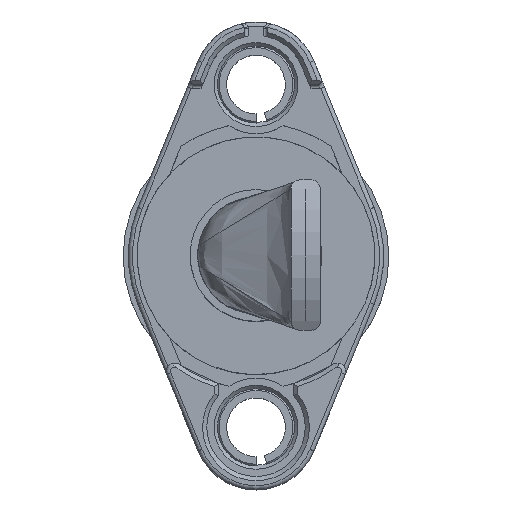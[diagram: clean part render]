
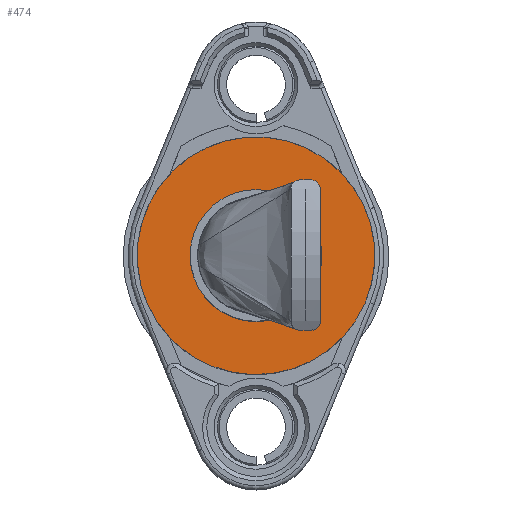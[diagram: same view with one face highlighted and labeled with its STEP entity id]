
A CAD part, top view. The second image highlights one B-rep face of the part: STEP entity #474.
In plain terms, the highlighted planar face has unit normal (0, 0, 1).
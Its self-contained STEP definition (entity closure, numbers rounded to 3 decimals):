
#264=PLANE('',#3434);
#329=FACE_BOUND('',#903,.T.);
#330=FACE_BOUND('',#904,.T.);
#474=ADVANCED_FACE('',(#329,#330),#264,.T.);
#903=EDGE_LOOP('',(#1714));
#904=EDGE_LOOP('',(#1715));
#1121=CIRCLE('',#3431,14.25);
#1122=CIRCLE('',#3433,7.9);
#1714=ORIENTED_EDGE('',*,*,#2640,.F.);
#1715=ORIENTED_EDGE('',*,*,#2639,.T.);
#2247=VERTEX_POINT('',#5294);
#2248=VERTEX_POINT('',#5297);
#2639=EDGE_CURVE('',#2247,#2247,#1121,.T.);
#2640=EDGE_CURVE('',#2248,#2248,#1122,.T.);
#3431=AXIS2_PLACEMENT_3D('',#5293,#4154,#4155);
#3433=AXIS2_PLACEMENT_3D('',#5296,#4158,#4159);
#3434=AXIS2_PLACEMENT_3D('',#5298,#4160,#4161);
#4154=DIRECTION('',(0.,0.,1.));
#4155=DIRECTION('',(-0.38,-0.925,0.));
#4158=DIRECTION('',(0.,0.,1.));
#4159=DIRECTION('',(1.,0.,0.));
#4160=DIRECTION('',(0.,0.,1.));
#4161=DIRECTION('',(1.,0.,0.));
#5293=CARTESIAN_POINT('',(-0.002,0.002,43.41));
#5294=CARTESIAN_POINT('',(-5.41,-13.182,43.41));
#5296=CARTESIAN_POINT('',(-0.002,0.002,43.41));
#5297=CARTESIAN_POINT('',(7.898,0.002,43.41));
#5298=CARTESIAN_POINT('',(-0.002,0.002,43.41));
